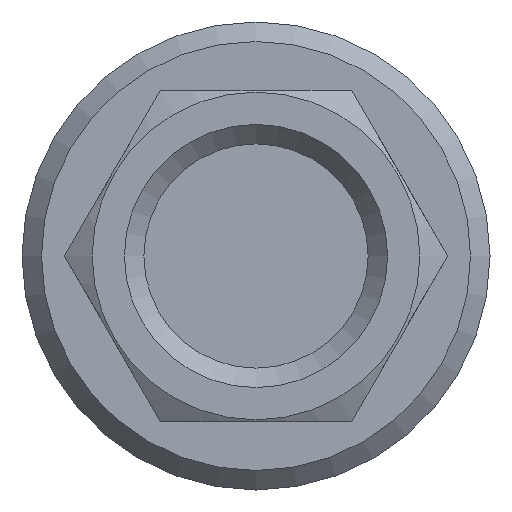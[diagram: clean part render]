
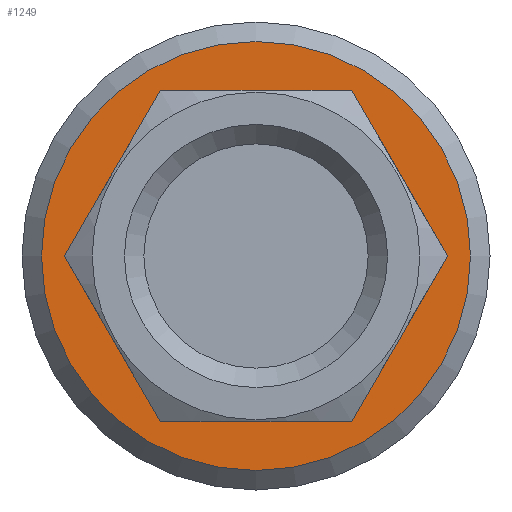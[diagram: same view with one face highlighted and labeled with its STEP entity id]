
A CAD part, front view. The second image highlights one B-rep face of the part: STEP entity #1249.
In plain terms, the highlighted planar face has unit normal (0, -1, 0).
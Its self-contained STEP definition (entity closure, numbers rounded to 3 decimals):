
#19=LINE('',#1769,#73);
#37=LINE('',#1836,#91);
#39=LINE('',#1850,#93);
#40=LINE('',#1852,#94);
#41=LINE('',#1854,#95);
#42=LINE('',#1855,#96);
#73=VECTOR('',#1441,1000.);
#91=VECTOR('',#1495,1000.);
#93=VECTOR('',#1503,1000.);
#94=VECTOR('',#1504,1000.);
#95=VECTOR('',#1505,1000.);
#96=VECTOR('',#1506,1000.);
#174=PLANE('',#1341);
#271=ORIENTED_EDGE('',*,*,#451,.F.);
#272=ORIENTED_EDGE('',*,*,#455,.F.);
#273=ORIENTED_EDGE('',*,*,#456,.F.);
#274=ORIENTED_EDGE('',*,*,#457,.F.);
#275=ORIENTED_EDGE('',*,*,#423,.F.);
#276=ORIENTED_EDGE('',*,*,#458,.F.);
#277=ORIENTED_EDGE('',*,*,#459,.F.);
#423=EDGE_CURVE('',#519,#520,#19,.T.);
#451=EDGE_CURVE('',#543,#545,#37,.T.);
#455=EDGE_CURVE('',#548,#543,#39,.T.);
#456=EDGE_CURVE('',#549,#548,#40,.T.);
#457=EDGE_CURVE('',#520,#549,#41,.T.);
#458=EDGE_CURVE('',#545,#519,#42,.T.);
#459=EDGE_CURVE('',#550,#550,#604,.T.);
#519=VERTEX_POINT('',#1768);
#520=VERTEX_POINT('',#1770);
#543=VERTEX_POINT('',#1834);
#545=VERTEX_POINT('',#1837);
#548=VERTEX_POINT('',#1851);
#549=VERTEX_POINT('',#1853);
#550=VERTEX_POINT('',#1857);
#604=CIRCLE('',#1342,11.);
#648=EDGE_LOOP('',(#271,#272,#273,#274,#275,#276));
#649=EDGE_LOOP('',(#277));
#740=FACE_BOUND('',#648,.T.);
#741=FACE_BOUND('',#649,.T.);
#1249=ADVANCED_FACE('',(#740,#741),#174,.F.);
#1341=AXIS2_PLACEMENT_3D('',#1849,#1501,#1502);
#1342=AXIS2_PLACEMENT_3D('',#1856,#1507,#1508);
#1441=DIRECTION('',(-0.5,0.,-0.866));
#1495=DIRECTION('',(-0.5,0.,0.866));
#1501=DIRECTION('',(0.,1.,0.));
#1502=DIRECTION('',(1.,0.,0.));
#1503=DIRECTION('',(0.5,0.,0.866));
#1504=DIRECTION('',(1.,0.,0.));
#1505=DIRECTION('',(0.5,0.,-0.866));
#1506=DIRECTION('',(-1.,0.,0.));
#1507=DIRECTION('',(0.,1.,0.));
#1508=DIRECTION('',(0.,0.,1.));
#1768=CARTESIAN_POINT('',(-4.907,8.,8.5));
#1769=CARTESIAN_POINT('',(-4.907,8.,8.5));
#1770=CARTESIAN_POINT('',(-9.815,8.,0.));
#1834=CARTESIAN_POINT('',(9.815,8.,0.));
#1836=CARTESIAN_POINT('',(9.815,8.,0.));
#1837=CARTESIAN_POINT('',(4.907,8.,8.5));
#1849=CARTESIAN_POINT('',(-10.5,8.,0.));
#1850=CARTESIAN_POINT('',(4.907,8.,-8.5));
#1851=CARTESIAN_POINT('',(4.907,8.,-8.5));
#1852=CARTESIAN_POINT('',(-10.5,8.,-8.5));
#1853=CARTESIAN_POINT('',(-4.907,8.,-8.5));
#1854=CARTESIAN_POINT('',(-9.815,8.,0.));
#1855=CARTESIAN_POINT('',(-10.5,8.,8.5));
#1856=CARTESIAN_POINT('',(0.,8.,0.));
#1857=CARTESIAN_POINT('',(0.,8.,11.));
